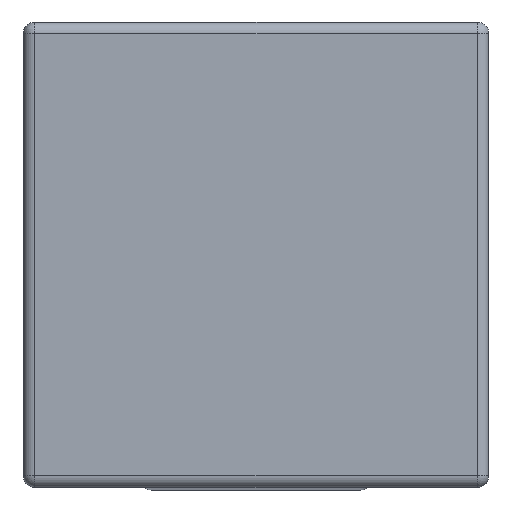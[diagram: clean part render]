
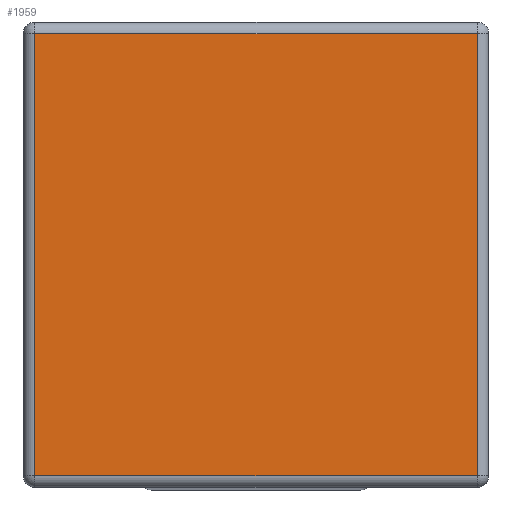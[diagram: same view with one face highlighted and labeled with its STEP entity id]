
A CAD part, top view. The second image highlights one B-rep face of the part: STEP entity #1959.
In plain terms, the highlighted planar face has unit normal (0, 0, 1).
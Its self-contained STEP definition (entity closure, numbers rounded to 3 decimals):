
#58=PLANE('',#2212);
#175=LINE('',#5109,#316);
#199=LINE('',#5373,#340);
#201=LINE('',#5376,#342);
#207=LINE('',#5385,#348);
#316=VECTOR('',#2603,10.);
#340=VECTOR('',#2703,10.);
#342=VECTOR('',#2707,10.);
#348=VECTOR('',#2719,10.);
#564=FACE_OUTER_BOUND('',#699,.T.);
#699=EDGE_LOOP('',(#1755,#1756,#1757,#1758));
#932=VERTEX_POINT('',#4857);
#939=VERTEX_POINT('',#4876);
#953=VERTEX_POINT('',#5088);
#956=VERTEX_POINT('',#5102);
#1171=EDGE_CURVE('',#956,#953,#175,.T.);
#1216=EDGE_CURVE('',#939,#956,#199,.T.);
#1218=EDGE_CURVE('',#953,#932,#201,.T.);
#1224=EDGE_CURVE('',#932,#939,#207,.T.);
#1755=ORIENTED_EDGE('',*,*,#1171,.F.);
#1756=ORIENTED_EDGE('',*,*,#1216,.F.);
#1757=ORIENTED_EDGE('',*,*,#1224,.F.);
#1758=ORIENTED_EDGE('',*,*,#1218,.F.);
#1959=ADVANCED_FACE('',(#564),#58,.T.);
#2212=AXIS2_PLACEMENT_3D('',#5449,#2805,#2806);
#2603=DIRECTION('',(0.,-1.,0.));
#2703=DIRECTION('',(1.,0.,0.));
#2707=DIRECTION('',(-1.,0.,0.));
#2719=DIRECTION('',(0.,1.,0.));
#2805=DIRECTION('center_axis',(0.,0.,1.));
#2806=DIRECTION('ref_axis',(1.,0.,0.));
#4857=CARTESIAN_POINT('',(-9.,-14.,124.6));
#4876=CARTESIAN_POINT('',(-9.,24.,124.6));
#5088=CARTESIAN_POINT('',(29.,-14.,124.6));
#5102=CARTESIAN_POINT('',(29.,24.,124.6));
#5109=CARTESIAN_POINT('',(29.,8.75,124.6));
#5373=CARTESIAN_POINT('',(0.,24.,124.6));
#5376=CARTESIAN_POINT('',(5.,-14.,124.6));
#5385=CARTESIAN_POINT('',(-9.,-11.25,124.6));
#5449=CARTESIAN_POINT('Origin',(10.,-7.5,124.6));
